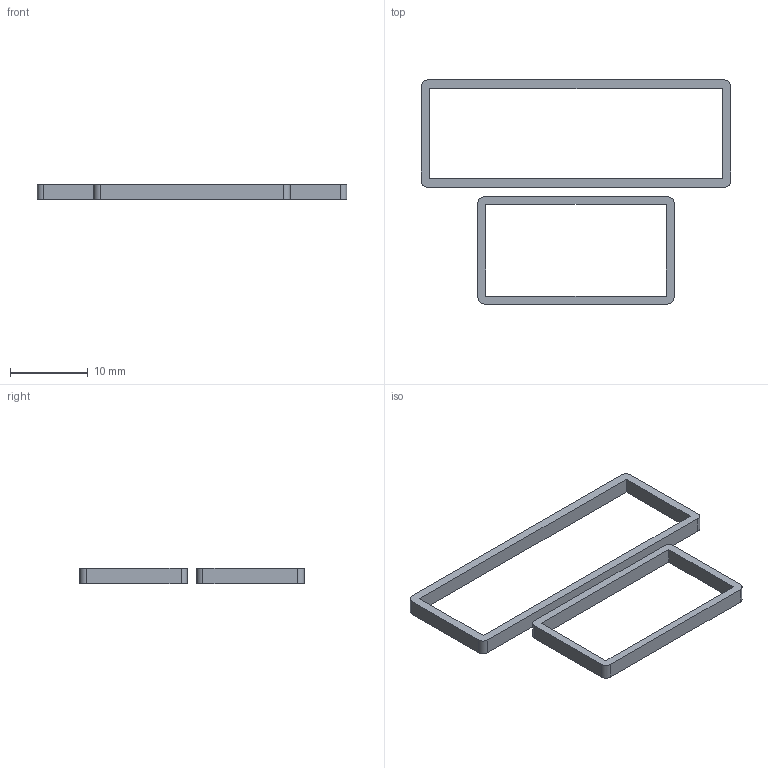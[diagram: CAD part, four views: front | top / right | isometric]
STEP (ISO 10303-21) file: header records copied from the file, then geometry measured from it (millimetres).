
FILE_DESCRIPTION(/* description */ (''),/* implementation_level */ '2;1');
FILE_NAME(/* name */ 'Positron v3.2 Grill Frames.step',/* time_stamp */ '2024-10-13T19:34:14-04:00',/* author */ (''),/* organization */ (''),/* preprocessor_version */ 'ST-DEVELOPER v20',/* originating_system */ 'Autodesk Translation Framework v13.20.0.188',/* authorisation */ '');
FILE_SCHEMA (('AUTOMOTIVE_DESIGN { 1 0 10303 214 3 1 1 }'));
Length unit declared in the file: millimetre
Products named in the file (2): Fish Bone Grill Small [3DP] v1.step; Fish Bone Grill Large [3DP] v1 (1).step
Assembly tree (1 placements, depth 2):
  Fish Bone Grill Small [3DP] v1.step
    Fish Bone Grill Large [3DP] v1 (1).step
Bounding box: 39.8 x 28.8 x 2 mm (x, y, z)
Volume: 372 mm3; surface area: 1073.7 mm2
Topology: 2 solids, 2 shells, 28 faces, 72 edges, 48 vertices
Faces by surface type: plane 20, cylinder 8
Entity records: 921 total; most frequent: CARTESIAN_POINT 151, DIRECTION 150, ORIENTED_EDGE 144, EDGE_CURVE 72, LINE 56, VECTOR 56, VERTEX_POINT 48, AXIS2_PLACEMENT_3D 47
